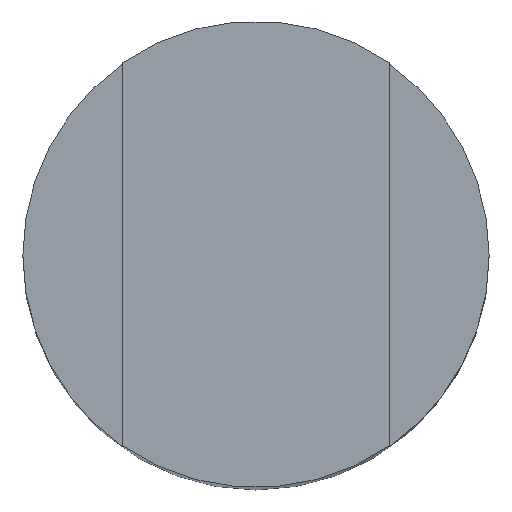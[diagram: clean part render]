
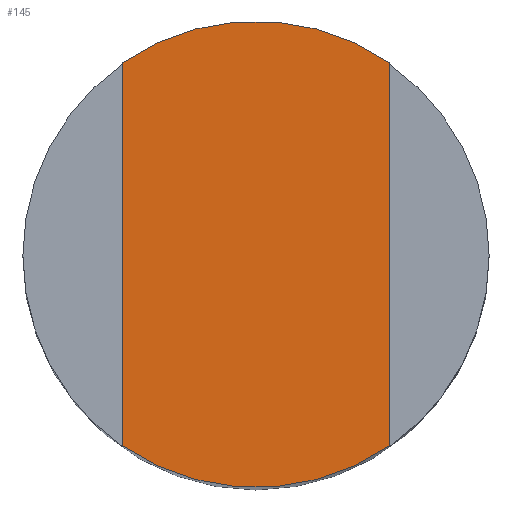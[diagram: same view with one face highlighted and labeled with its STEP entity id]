
A CAD part, top view. The second image highlights one B-rep face of the part: STEP entity #145.
In plain terms, the highlighted planar face has unit normal (0, 0, 1).
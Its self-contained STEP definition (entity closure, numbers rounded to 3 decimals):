
#6 = FACE_OUTER_BOUND ( 'NONE', #101, .T. ) ;
#16 = DIRECTION ( 'NONE',  ( 1., 0., 0. ) ) ;
#21 = ORIENTED_EDGE ( 'NONE', *, *, #183, .T. ) ;
#33 = CARTESIAN_POINT ( 'NONE',  ( 0., 0., 11. ) ) ;
#34 = DIRECTION ( 'NONE',  ( 0., 0., 1. ) ) ;
#36 = CARTESIAN_POINT ( 'NONE',  ( 1., 1.436, 11. ) ) ;
#49 = VERTEX_POINT ( 'NONE', #55 ) ;
#51 = CARTESIAN_POINT ( 'NONE',  ( 0., 0., 11. ) ) ;
#55 = CARTESIAN_POINT ( 'NONE',  ( -1., -1.436, 11. ) ) ;
#56 = LINE ( 'NONE', #244, #73 ) ;
#58 = PLANE ( 'NONE',  #149 ) ;
#62 = DIRECTION ( 'NONE',  ( 0., -1., 0. ) ) ;
#65 = VECTOR ( 'NONE', #62, 1000. ) ;
#73 = VECTOR ( 'NONE', #86, 1000. ) ;
#77 = DIRECTION ( 'NONE',  ( 0., 0., 1. ) ) ;
#84 = CIRCLE ( 'NONE', #191, 1.75 ) ;
#86 = DIRECTION ( 'NONE',  ( 0., 1., 0. ) ) ;
#97 = DIRECTION ( 'NONE',  ( 1., 0., 0. ) ) ;
#101 = EDGE_LOOP ( 'NONE', ( #21, #263, #223, #265 ) ) ;
#117 = VERTEX_POINT ( 'NONE', #36 ) ;
#134 = AXIS2_PLACEMENT_3D ( 'NONE', #231, #252, #210 ) ;
#139 = CIRCLE ( 'NONE', #134, 1.75 ) ;
#141 = LINE ( 'NONE', #250, #65 ) ;
#145 = ADVANCED_FACE ( 'NONE', ( #6 ), #58, .T. ) ;
#149 = AXIS2_PLACEMENT_3D ( 'NONE', #33, #34, #16 ) ;
#180 = VERTEX_POINT ( 'NONE', #199 ) ;
#183 = EDGE_CURVE ( 'NONE', #117, #180, #84, .T. ) ;
#191 = AXIS2_PLACEMENT_3D ( 'NONE', #51, #77, #97 ) ;
#199 = CARTESIAN_POINT ( 'NONE',  ( -1., 1.436, 11. ) ) ;
#203 = EDGE_CURVE ( 'NONE', #226, #117, #56, .T. ) ;
#210 = DIRECTION ( 'NONE',  ( 1., 0., 0. ) ) ;
#221 = EDGE_CURVE ( 'NONE', #180, #49, #141, .T. ) ;
#223 = ORIENTED_EDGE ( 'NONE', *, *, #228, .T. ) ;
#226 = VERTEX_POINT ( 'NONE', #273 ) ;
#228 = EDGE_CURVE ( 'NONE', #49, #226, #139, .T. ) ;
#231 = CARTESIAN_POINT ( 'NONE',  ( 0., 0., 11. ) ) ;
#244 = CARTESIAN_POINT ( 'NONE',  ( 1., 0., 11. ) ) ;
#250 = CARTESIAN_POINT ( 'NONE',  ( -1., 0., 11. ) ) ;
#252 = DIRECTION ( 'NONE',  ( 0., 0., 1. ) ) ;
#263 = ORIENTED_EDGE ( 'NONE', *, *, #221, .T. ) ;
#265 = ORIENTED_EDGE ( 'NONE', *, *, #203, .T. ) ;
#273 = CARTESIAN_POINT ( 'NONE',  ( 1., -1.436, 11. ) ) ;
